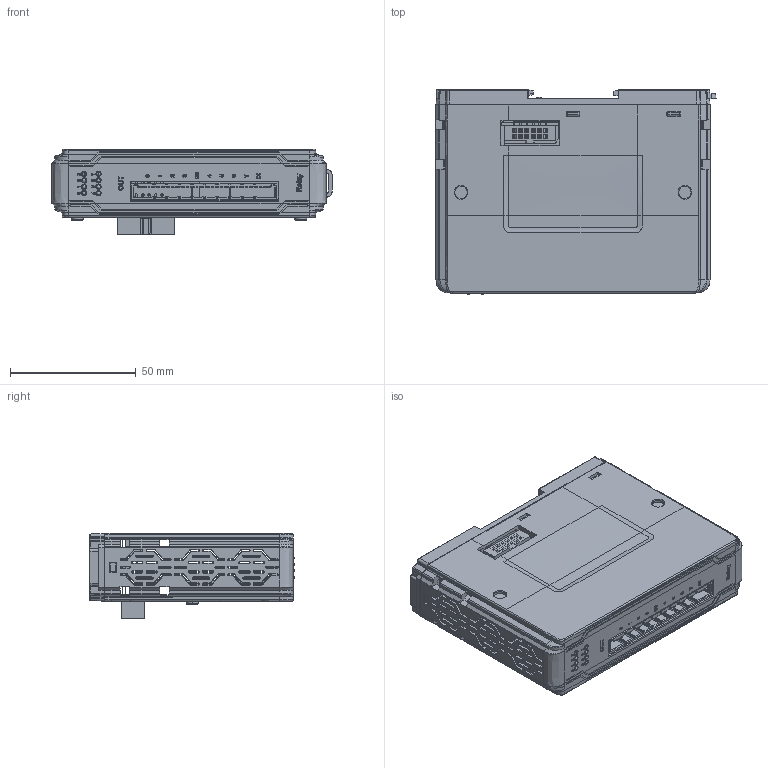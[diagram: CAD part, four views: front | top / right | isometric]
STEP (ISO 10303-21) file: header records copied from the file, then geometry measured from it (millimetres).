
FILE_DESCRIPTION (( 'STEP AP203' ), '1' );
FILE_NAME ('iR-DQ8-R..STEP', '2018-03-27T05:27:30', ( '' ), ( '' ), 'SwSTEP 2.0', 'SolidWorks 2011', '' );
FILE_SCHEMA (( 'CONFIG_CONTROL_DESIGN' ));
Products named in the file (1): iR-DQ8-R.
Bounding box: 111.4 x 81.42 x 33.96 mm (x, y, z)
Surface area: 65341.4 mm2 (no closed solid volume)
Topology: 0 solids, 57 shells, 2042 faces, 8121 edges, 6048 vertices
Faces by surface type: plane 1272, cone 410, cylinder 225, bspline 92, torus 43
Entity records: 93212 total; most frequent: CARTESIAN_POINT 29064, ORIENTED_EDGE 12591, DIRECTION 12128, EDGE_CURVE 8111, VERTEX_POINT 6048, LINE 5392, VECTOR 5392, AXIS2_PLACEMENT_3D 3368
